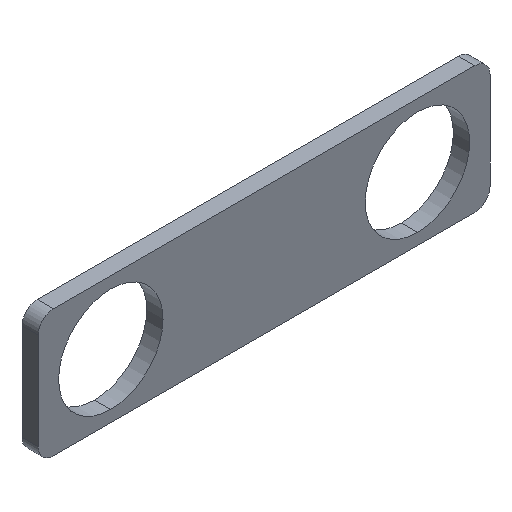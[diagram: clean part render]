
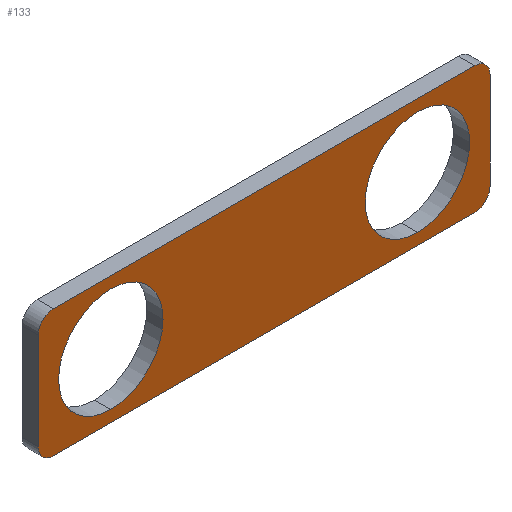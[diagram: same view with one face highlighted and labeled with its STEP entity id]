
A CAD part, isometric view. The second image highlights one B-rep face of the part: STEP entity #133.
In plain terms, the highlighted planar face has unit normal (0, -1, 0).
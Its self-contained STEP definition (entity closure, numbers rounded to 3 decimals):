
#1 = EDGE_CURVE ( 'NONE', #111, #155, #218, .T. ) ;
#3 = VERTEX_POINT ( 'NONE', #346 ) ;
#16 = DIRECTION ( 'NONE',  ( 0., -1., 0. ) ) ;
#21 = VERTEX_POINT ( 'NONE', #393 ) ;
#25 = CARTESIAN_POINT ( 'NONE',  ( -30.118, 0., -10.25 ) ) ;
#27 = CARTESIAN_POINT ( 'NONE',  ( 41.368, 0., -12.5 ) ) ;
#28 = EDGE_CURVE ( 'NONE', #111, #3, #100, .T. ) ;
#29 = VECTOR ( 'NONE', #445, 1000. ) ;
#30 = CARTESIAN_POINT ( 'NONE',  ( -30.118, 0., 10.25 ) ) ;
#31 = CARTESIAN_POINT ( 'NONE',  ( -41.368, 0., -12.5 ) ) ;
#38 = VERTEX_POINT ( 'NONE', #30 ) ;
#47 = DIRECTION ( 'NONE',  ( 0., 0., -1. ) ) ;
#49 = ORIENTED_EDGE ( 'NONE', *, *, #408, .T. ) ;
#54 = CARTESIAN_POINT ( 'NONE',  ( 44.368, 0., 9.5 ) ) ;
#58 = CARTESIAN_POINT ( 'NONE',  ( 30.118, 0., 0. ) ) ;
#61 = DIRECTION ( 'NONE',  ( 0., 0., 1. ) ) ;
#63 = CARTESIAN_POINT ( 'NONE',  ( 30.118, 0., 10.25 ) ) ;
#64 = EDGE_CURVE ( 'NONE', #376, #199, #178, .T. ) ;
#66 = DIRECTION ( 'NONE',  ( 0., -1., 0. ) ) ;
#74 = CIRCLE ( 'NONE', #266, 10.25 ) ;
#79 = ORIENTED_EDGE ( 'NONE', *, *, #64, .F. ) ;
#87 = EDGE_CURVE ( 'NONE', #150, #423, #249, .T. ) ;
#90 = ORIENTED_EDGE ( 'NONE', *, *, #87, .T. ) ;
#94 = DIRECTION ( 'NONE',  ( 0., 1., 0. ) ) ;
#97 = FACE_BOUND ( 'NONE', #443, .T. ) ;
#100 = LINE ( 'NONE', #253, #379 ) ;
#101 = DIRECTION ( 'NONE',  ( 1., 0., 0. ) ) ;
#106 = AXIS2_PLACEMENT_3D ( 'NONE', #390, #386, #349 ) ;
#108 = ORIENTED_EDGE ( 'NONE', *, *, #440, .T. ) ;
#111 = VERTEX_POINT ( 'NONE', #433 ) ;
#112 = DIRECTION ( 'NONE',  ( 0., 1., 0. ) ) ;
#123 = EDGE_LOOP ( 'NONE', ( #90, #49 ) ) ;
#133 = ADVANCED_FACE ( 'NONE', ( #138, #362, #97 ), #264, .T. ) ;
#138 = FACE_OUTER_BOUND ( 'NONE', #333, .T. ) ;
#140 = AXIS2_PLACEMENT_3D ( 'NONE', #182, #360, #434 ) ;
#148 = DIRECTION ( 'NONE',  ( 0., 0., -1. ) ) ;
#150 = VERTEX_POINT ( 'NONE', #409 ) ;
#155 = VERTEX_POINT ( 'NONE', #31 ) ;
#156 = DIRECTION ( 'NONE',  ( 0., 0., -1. ) ) ;
#164 = AXIS2_PLACEMENT_3D ( 'NONE', #58, #394, #184 ) ;
#173 = VECTOR ( 'NONE', #470, 1000. ) ;
#174 = CARTESIAN_POINT ( 'NONE',  ( 30.118, 0., 0. ) ) ;
#177 = EDGE_CURVE ( 'NONE', #295, #155, #438, .T. ) ;
#178 = LINE ( 'NONE', #316, #173 ) ;
#180 = CARTESIAN_POINT ( 'NONE',  ( 41.368, 0., -9.5 ) ) ;
#182 = CARTESIAN_POINT ( 'NONE',  ( -41.368, 0., 9.5 ) ) ;
#184 = DIRECTION ( 'NONE',  ( 0., 0., 1. ) ) ;
#195 = EDGE_CURVE ( 'NONE', #295, #199, #419, .T. ) ;
#197 = ORIENTED_EDGE ( 'NONE', *, *, #195, .T. ) ;
#199 = VERTEX_POINT ( 'NONE', #399 ) ;
#208 = LINE ( 'NONE', #322, #341 ) ;
#211 = CARTESIAN_POINT ( 'NONE',  ( -30.118, 0., 0. ) ) ;
#216 = CARTESIAN_POINT ( 'NONE',  ( -30.118, 0., 0. ) ) ;
#218 = CIRCLE ( 'NONE', #401, 3. ) ;
#220 = DIRECTION ( 'NONE',  ( 0., 1., 0. ) ) ;
#229 = ORIENTED_EDGE ( 'NONE', *, *, #28, .F. ) ;
#232 = AXIS2_PLACEMENT_3D ( 'NONE', #174, #94, #464 ) ;
#244 = EDGE_CURVE ( 'NONE', #305, #38, #403, .T. ) ;
#249 = CIRCLE ( 'NONE', #232, 10.25 ) ;
#253 = CARTESIAN_POINT ( 'NONE',  ( -44.368, 0., 0. ) ) ;
#255 = ORIENTED_EDGE ( 'NONE', *, *, #1, .T. ) ;
#257 = ORIENTED_EDGE ( 'NONE', *, *, #177, .F. ) ;
#258 = CIRCLE ( 'NONE', #106, 3. ) ;
#264 = PLANE ( 'NONE',  #366 ) ;
#266 = AXIS2_PLACEMENT_3D ( 'NONE', #211, #220, #61 ) ;
#282 = EDGE_CURVE ( 'NONE', #376, #296, #258, .T. ) ;
#294 = ORIENTED_EDGE ( 'NONE', *, *, #432, .F. ) ;
#295 = VERTEX_POINT ( 'NONE', #27 ) ;
#296 = VERTEX_POINT ( 'NONE', #431 ) ;
#300 = CARTESIAN_POINT ( 'NONE',  ( 0., 0., -12.5 ) ) ;
#305 = VERTEX_POINT ( 'NONE', #25 ) ;
#311 = CIRCLE ( 'NONE', #164, 10.25 ) ;
#314 = DIRECTION ( 'NONE',  ( 0., 0., 1. ) ) ;
#316 = CARTESIAN_POINT ( 'NONE',  ( 44.368, 0., 0. ) ) ;
#322 = CARTESIAN_POINT ( 'NONE',  ( 0., 0., 12.5 ) ) ;
#333 = EDGE_LOOP ( 'NONE', ( #257, #197, #79, #451, #294, #108, #229, #255 ) ) ;
#341 = VECTOR ( 'NONE', #101, 1000. ) ;
#343 = CARTESIAN_POINT ( 'NONE',  ( -41.368, 0., -9.5 ) ) ;
#346 = CARTESIAN_POINT ( 'NONE',  ( -44.368, 0., 9.5 ) ) ;
#349 = DIRECTION ( 'NONE',  ( 0., 0., -1. ) ) ;
#350 = CIRCLE ( 'NONE', #140, 3. ) ;
#351 = ORIENTED_EDGE ( 'NONE', *, *, #244, .T. ) ;
#359 = AXIS2_PLACEMENT_3D ( 'NONE', #180, #66, #156 ) ;
#360 = DIRECTION ( 'NONE',  ( 0., -1., 0. ) ) ;
#362 = FACE_BOUND ( 'NONE', #123, .T. ) ;
#366 = AXIS2_PLACEMENT_3D ( 'NONE', #375, #475, #148 ) ;
#375 = CARTESIAN_POINT ( 'NONE',  ( 0., 0., 0. ) ) ;
#376 = VERTEX_POINT ( 'NONE', #54 ) ;
#379 = VECTOR ( 'NONE', #314, 1000. ) ;
#386 = DIRECTION ( 'NONE',  ( 0., -1., 0. ) ) ;
#390 = CARTESIAN_POINT ( 'NONE',  ( 41.368, 0., 9.5 ) ) ;
#393 = CARTESIAN_POINT ( 'NONE',  ( -41.368, 0., 12.5 ) ) ;
#394 = DIRECTION ( 'NONE',  ( 0., 1., 0. ) ) ;
#399 = CARTESIAN_POINT ( 'NONE',  ( 44.368, 0., -9.5 ) ) ;
#401 = AXIS2_PLACEMENT_3D ( 'NONE', #343, #16, #47 ) ;
#403 = CIRCLE ( 'NONE', #469, 10.25 ) ;
#406 = ORIENTED_EDGE ( 'NONE', *, *, #424, .T. ) ;
#408 = EDGE_CURVE ( 'NONE', #423, #150, #311, .T. ) ;
#409 = CARTESIAN_POINT ( 'NONE',  ( 30.118, 0., -10.25 ) ) ;
#419 = CIRCLE ( 'NONE', #359, 3. ) ;
#423 = VERTEX_POINT ( 'NONE', #63 ) ;
#424 = EDGE_CURVE ( 'NONE', #38, #305, #74, .T. ) ;
#431 = CARTESIAN_POINT ( 'NONE',  ( 41.368, 0., 12.5 ) ) ;
#432 = EDGE_CURVE ( 'NONE', #21, #296, #208, .T. ) ;
#433 = CARTESIAN_POINT ( 'NONE',  ( -44.368, 0., -9.5 ) ) ;
#434 = DIRECTION ( 'NONE',  ( 0., 0., -1. ) ) ;
#438 = LINE ( 'NONE', #300, #29 ) ;
#440 = EDGE_CURVE ( 'NONE', #21, #3, #350, .T. ) ;
#443 = EDGE_LOOP ( 'NONE', ( #351, #406 ) ) ;
#445 = DIRECTION ( 'NONE',  ( -1., 0., 0. ) ) ;
#451 = ORIENTED_EDGE ( 'NONE', *, *, #282, .T. ) ;
#452 = DIRECTION ( 'NONE',  ( 0., 0., 1. ) ) ;
#464 = DIRECTION ( 'NONE',  ( 0., 0., 1. ) ) ;
#469 = AXIS2_PLACEMENT_3D ( 'NONE', #216, #112, #452 ) ;
#470 = DIRECTION ( 'NONE',  ( 0., 0., -1. ) ) ;
#475 = DIRECTION ( 'NONE',  ( 0., -1., 0. ) ) ;
